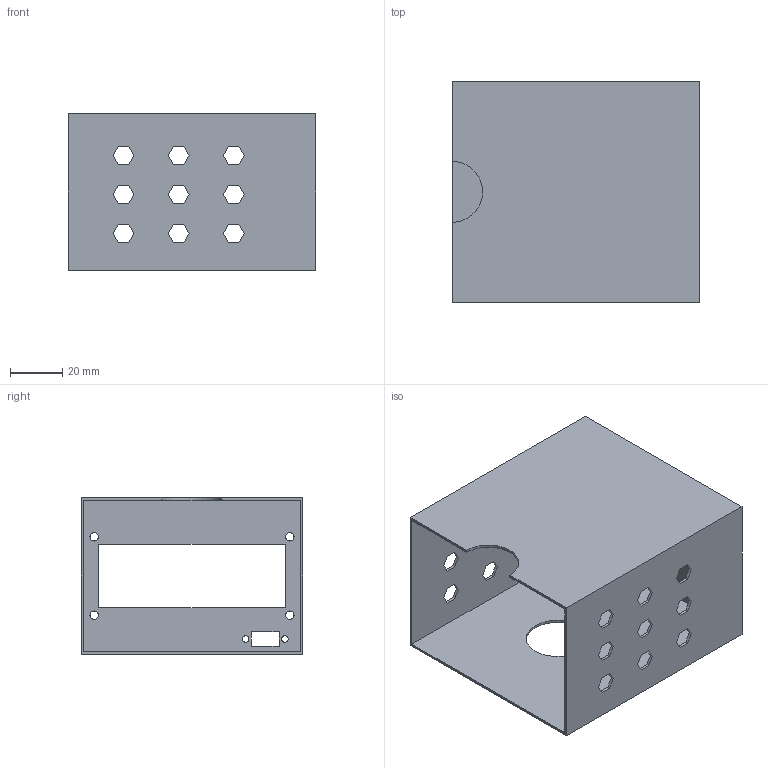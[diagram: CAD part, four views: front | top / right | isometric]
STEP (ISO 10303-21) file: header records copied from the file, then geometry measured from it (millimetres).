
FILE_DESCRIPTION(('FreeCAD Model'),'2;1');
FILE_NAME('caja-sensores.step','2020-10-03T12:20:44',('Author'),(''), 'Open CASCADE STEP processor 7.3','FreeCAD','Unknown');
FILE_SCHEMA(('AUTOMOTIVE_DESIGN { 1 0 10303 214 1 1 1 1 }'));
Length unit declared in the file: millimetre
Products named in the file (1): caja-sensores-e
Bounding box: 95 x 84.9 x 60 mm (x, y, z)
Volume: 28699.3 mm3; surface area: 58489.3 mm2
Topology: 1 solids, 1 shells, 135 faces, 399 edges, 266 vertices
Faces by surface type: plane 127, cylinder 8
Full cylindrical faces by diameter (mm): 2.5 x2, 3.2 x4, 24 x1
Entity records: 9403 total; most frequent: CARTESIAN_POINT 1941, DIRECTION 1143, LINE 823, VECTOR 823, ORIENTED_EDGE 798, PCURVE 798, DEFINITIONAL_REPRESENTATION 798, EDGE_CURVE 399
